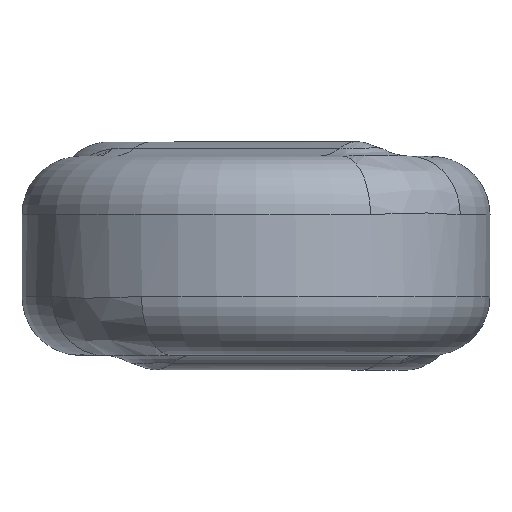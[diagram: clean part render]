
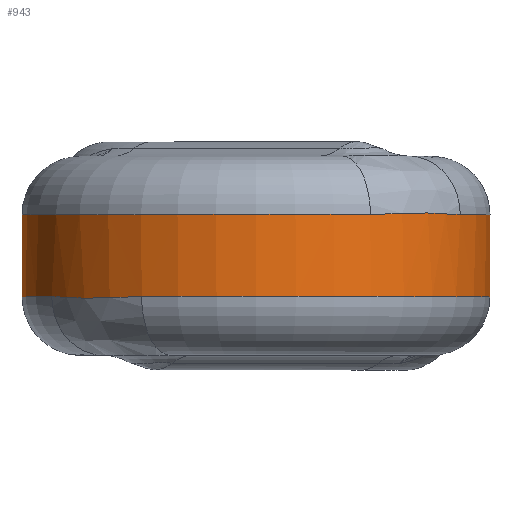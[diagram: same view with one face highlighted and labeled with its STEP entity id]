
A CAD part, top view. The second image highlights one B-rep face of the part: STEP entity #943.
In plain terms, the highlighted cylindrical face has radius 4 mm (diameter 8 mm), a partial arc.
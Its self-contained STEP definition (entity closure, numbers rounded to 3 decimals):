
#50=CYLINDRICAL_SURFACE('',#1045,4.);
#105=FACE_OUTER_BOUND('',#173,.T.);
#173=EDGE_LOOP('',(#716,#717,#718,#719,#720,#721,#722,#723,#724,#725,#726,
#727,#728,#729));
#212=B_SPLINE_CURVE_WITH_KNOTS('',3,(#1546,#1547,#1548,#1549),
 .UNSPECIFIED.,.F.,.F.,(4,4),(0.,0.17),.UNSPECIFIED.);
#213=B_SPLINE_CURVE_WITH_KNOTS('',3,(#1573,#1574,#1575,#1576),
 .UNSPECIFIED.,.F.,.F.,(4,4),(-0.072,0.),
 .UNSPECIFIED.);
#215=B_SPLINE_CURVE_WITH_KNOTS('',3,(#1604,#1605,#1606,#1607),
 .UNSPECIFIED.,.F.,.F.,(4,4),(-0.007,0.),.UNSPECIFIED.);
#242=B_SPLINE_CURVE_WITH_KNOTS('',3,(#3841,#3842,#3843,#3844),
 .UNSPECIFIED.,.F.,.F.,(4,4),(0.,0.17),.UNSPECIFIED.);
#243=B_SPLINE_CURVE_WITH_KNOTS('',3,(#3868,#3869,#3870,#3871),
 .UNSPECIFIED.,.F.,.F.,(4,4),(-0.072,0.),
 .UNSPECIFIED.);
#245=B_SPLINE_CURVE_WITH_KNOTS('',3,(#3898,#3899,#3900,#3901),
 .UNSPECIFIED.,.F.,.F.,(4,4),(-0.007,0.),.UNSPECIFIED.);
#258=B_SPLINE_CURVE_WITH_KNOTS('',3,(#7146,#7147,#7148,#7149),
 .UNSPECIFIED.,.F.,.F.,(4,4),(0.307,0.332),
 .UNSPECIFIED.);
#261=B_SPLINE_CURVE_WITH_KNOTS('',3,(#7204,#7205,#7206,#7207,#7208,#7209,
#7210),.UNSPECIFIED.,.F.,.F.,(4,1,1,1,4),(0.,0.047,
0.071,0.118,0.165),.UNSPECIFIED.);
#262=B_SPLINE_CURVE_WITH_KNOTS('',3,(#7213,#7214,#7215,#7216,#7217,#7218,
#7219),.UNSPECIFIED.,.F.,.F.,(4,1,1,1,4),(0.,0.047,0.071,
0.118,0.165),.UNSPECIFIED.);
#263=B_SPLINE_CURVE_WITH_KNOTS('',3,(#7222,#7223,#7224,#7225),
 .UNSPECIFIED.,.F.,.F.,(4,4),(0.307,0.332),
 .UNSPECIFIED.);
#290=CIRCLE('',#1016,4.);
#295=CIRCLE('',#1023,4.);
#313=CIRCLE('',#1044,4.);
#314=CIRCLE('',#1046,4.);
#348=VERTEX_POINT('',#1454);
#351=VERTEX_POINT('',#1544);
#353=VERTEX_POINT('',#1571);
#355=VERTEX_POINT('',#1602);
#377=VERTEX_POINT('',#3616);
#381=VERTEX_POINT('',#3632);
#382=VERTEX_POINT('',#3634);
#385=VERTEX_POINT('',#3763);
#388=VERTEX_POINT('',#3839);
#390=VERTEX_POINT('',#3866);
#402=VERTEX_POINT('',#7145);
#404=VERTEX_POINT('',#7157);
#406=VERTEX_POINT('',#7212);
#407=VERTEX_POINT('',#7220);
#438=EDGE_CURVE('',#351,#348,#212,.T.);
#440=EDGE_CURVE('',#353,#351,#213,.T.);
#443=EDGE_CURVE('',#355,#353,#215,.T.);
#474=EDGE_CURVE('',#377,#355,#290,.T.);
#480=EDGE_CURVE('',#381,#382,#295,.T.);
#490=EDGE_CURVE('',#388,#385,#242,.T.);
#492=EDGE_CURVE('',#390,#388,#243,.T.);
#495=EDGE_CURVE('',#382,#390,#245,.T.);
#516=EDGE_CURVE('',#348,#402,#258,.T.);
#521=EDGE_CURVE('',#402,#404,#313,.T.);
#523=EDGE_CURVE('',#404,#381,#261,.T.);
#524=EDGE_CURVE('',#406,#377,#262,.T.);
#525=EDGE_CURVE('',#407,#406,#314,.T.);
#526=EDGE_CURVE('',#385,#407,#263,.T.);
#716=ORIENTED_EDGE('',*,*,#443,.F.);
#717=ORIENTED_EDGE('',*,*,#474,.F.);
#718=ORIENTED_EDGE('',*,*,#524,.F.);
#719=ORIENTED_EDGE('',*,*,#525,.F.);
#720=ORIENTED_EDGE('',*,*,#526,.F.);
#721=ORIENTED_EDGE('',*,*,#490,.F.);
#722=ORIENTED_EDGE('',*,*,#492,.F.);
#723=ORIENTED_EDGE('',*,*,#495,.F.);
#724=ORIENTED_EDGE('',*,*,#480,.F.);
#725=ORIENTED_EDGE('',*,*,#523,.F.);
#726=ORIENTED_EDGE('',*,*,#521,.F.);
#727=ORIENTED_EDGE('',*,*,#516,.F.);
#728=ORIENTED_EDGE('',*,*,#438,.F.);
#729=ORIENTED_EDGE('',*,*,#440,.F.);
#943=ADVANCED_FACE('',(#105),#50,.T.);
#1016=AXIS2_PLACEMENT_3D('',#3618,#1138,#1139);
#1023=AXIS2_PLACEMENT_3D('',#3635,#1152,#1153);
#1044=AXIS2_PLACEMENT_3D('',#7161,#1194,#1195);
#1045=AXIS2_PLACEMENT_3D('',#7211,#1196,#1197);
#1046=AXIS2_PLACEMENT_3D('',#7221,#1198,#1199);
#1138=DIRECTION('center_axis',(0.,-1.,0.));
#1139=DIRECTION('ref_axis',(-0.625,0.,0.781));
#1152=DIRECTION('center_axis',(0.,1.,0.));
#1153=DIRECTION('ref_axis',(0.625,0.,0.781));
#1194=DIRECTION('center_axis',(0.,1.,0.));
#1195=DIRECTION('ref_axis',(0.625,0.,0.781));
#1196=DIRECTION('center_axis',(0.,1.,0.));
#1197=DIRECTION('ref_axis',(0.,0.,1.));
#1198=DIRECTION('center_axis',(0.,-1.,0.));
#1199=DIRECTION('ref_axis',(-0.625,0.,0.781));
#1454=CARTESIAN_POINT('',(-3.388,0.714,2.874));
#1544=CARTESIAN_POINT('',(-2.812,-0.46,2.155));
#1546=CARTESIAN_POINT('Ctrl Pts',(-2.812,-0.46,
2.155));
#1547=CARTESIAN_POINT('Ctrl Pts',(-3.105,-0.227,2.445));
#1548=CARTESIAN_POINT('Ctrl Pts',(-3.318,0.174,2.762));
#1549=CARTESIAN_POINT('Ctrl Pts',(-3.388,0.714,2.874));
#1571=CARTESIAN_POINT('',(-2.4,-0.687,1.8));
#1573=CARTESIAN_POINT('Ctrl Pts',(-2.4,-0.687,
1.8));
#1574=CARTESIAN_POINT('Ctrl Pts',(-2.55,-0.636,1.912));
#1575=CARTESIAN_POINT('Ctrl Pts',(-2.688,-0.559,2.033));
#1576=CARTESIAN_POINT('Ctrl Pts',(-2.812,-0.46,
2.155));
#1602=CARTESIAN_POINT('',(-2.357,-0.7,1.768));
#1604=CARTESIAN_POINT('Ctrl Pts',(-2.357,-0.7,
1.768));
#1605=CARTESIAN_POINT('Ctrl Pts',(-2.371,-0.696,
1.779));
#1606=CARTESIAN_POINT('Ctrl Pts',(-2.386,-0.692,
1.789));
#1607=CARTESIAN_POINT('Ctrl Pts',(-2.4,-0.687,1.8));
#3616=CARTESIAN_POINT('',(-3.49,-0.7,6.954));
#3618=CARTESIAN_POINT('Origin',(0.,-0.7,5.));
#3632=CARTESIAN_POINT('',(3.49,0.7,6.954));
#3634=CARTESIAN_POINT('',(2.357,0.7,1.768));
#3635=CARTESIAN_POINT('Origin',(0.,0.7,5.));
#3763=CARTESIAN_POINT('',(3.388,-0.714,2.874));
#3839=CARTESIAN_POINT('',(2.812,0.46,2.155));
#3841=CARTESIAN_POINT('Ctrl Pts',(2.812,0.46,2.155));
#3842=CARTESIAN_POINT('Ctrl Pts',(3.105,0.227,2.445));
#3843=CARTESIAN_POINT('Ctrl Pts',(3.318,-0.174,2.762));
#3844=CARTESIAN_POINT('Ctrl Pts',(3.388,-0.714,2.874));
#3866=CARTESIAN_POINT('',(2.4,0.687,1.8));
#3868=CARTESIAN_POINT('Ctrl Pts',(2.4,0.687,1.8));
#3869=CARTESIAN_POINT('Ctrl Pts',(2.55,0.636,1.912));
#3870=CARTESIAN_POINT('Ctrl Pts',(2.688,0.559,2.033));
#3871=CARTESIAN_POINT('Ctrl Pts',(2.812,0.46,2.155));
#3898=CARTESIAN_POINT('Ctrl Pts',(2.357,0.7,1.768));
#3899=CARTESIAN_POINT('Ctrl Pts',(2.371,0.696,1.779));
#3900=CARTESIAN_POINT('Ctrl Pts',(2.386,0.692,1.789));
#3901=CARTESIAN_POINT('Ctrl Pts',(2.4,0.687,1.8));
#7145=CARTESIAN_POINT('',(-3.555,0.7,3.166));
#7146=CARTESIAN_POINT('Ctrl Pts',(-3.387,0.714,2.874));
#7147=CARTESIAN_POINT('Ctrl Pts',(-3.447,0.705,2.969));
#7148=CARTESIAN_POINT('Ctrl Pts',(-3.503,0.7,3.066));
#7149=CARTESIAN_POINT('Ctrl Pts',(-3.555,0.7,3.166));
#7157=CARTESIAN_POINT('',(1.954,0.7,8.49));
#7161=CARTESIAN_POINT('Origin',(0.,0.7,5.));
#7204=CARTESIAN_POINT('Ctrl Pts',(1.954,0.7,8.49));
#7205=CARTESIAN_POINT('Ctrl Pts',(2.137,0.7,8.388));
#7206=CARTESIAN_POINT('Ctrl Pts',(2.399,0.715,8.213));
#7207=CARTESIAN_POINT('Ctrl Pts',(2.798,0.735,7.872));
#7208=CARTESIAN_POINT('Ctrl Pts',(3.155,0.722,7.486));
#7209=CARTESIAN_POINT('Ctrl Pts',(3.388,0.7,7.137));
#7210=CARTESIAN_POINT('Ctrl Pts',(3.49,0.7,6.954));
#7211=CARTESIAN_POINT('Origin',(0.,0.,5.));
#7212=CARTESIAN_POINT('',(-1.954,-0.7,8.49));
#7213=CARTESIAN_POINT('Ctrl Pts',(-1.954,-0.7,8.49));
#7214=CARTESIAN_POINT('Ctrl Pts',(-2.137,-0.7,8.388));
#7215=CARTESIAN_POINT('Ctrl Pts',(-2.399,-0.715,8.213));
#7216=CARTESIAN_POINT('Ctrl Pts',(-2.798,-0.735,
7.872));
#7217=CARTESIAN_POINT('Ctrl Pts',(-3.155,-0.722,
7.486));
#7218=CARTESIAN_POINT('Ctrl Pts',(-3.388,-0.7,
7.137));
#7219=CARTESIAN_POINT('Ctrl Pts',(-3.49,-0.7,6.954));
#7220=CARTESIAN_POINT('',(3.555,-0.7,3.166));
#7221=CARTESIAN_POINT('Origin',(0.,-0.7,5.));
#7222=CARTESIAN_POINT('Ctrl Pts',(3.387,-0.714,2.874));
#7223=CARTESIAN_POINT('Ctrl Pts',(3.447,-0.705,2.969));
#7224=CARTESIAN_POINT('Ctrl Pts',(3.503,-0.7,3.066));
#7225=CARTESIAN_POINT('Ctrl Pts',(3.555,-0.7,3.166));
